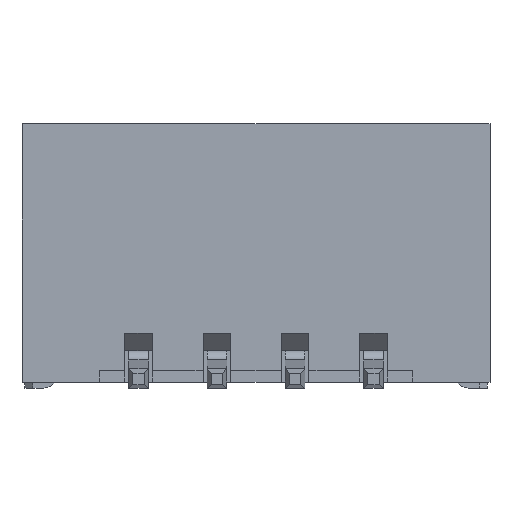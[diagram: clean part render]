
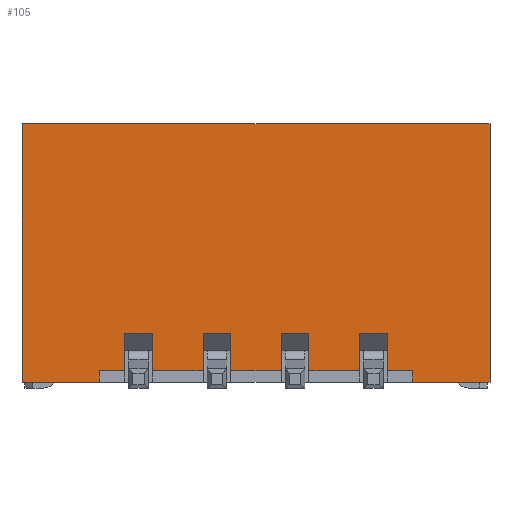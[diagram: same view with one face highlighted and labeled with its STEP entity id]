
A CAD part, front view. The second image highlights one B-rep face of the part: STEP entity #105.
In plain terms, the highlighted face is planar.
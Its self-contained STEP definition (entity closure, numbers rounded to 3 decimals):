
#105 = ADVANCED_FACE('',(#106),#300,.F.);
#106 = FACE_BOUND('',#107,.T.);
#107 = EDGE_LOOP('',(#108,#118,#126,#134,#142,#150,#158,#166,#174,#182,
    #190,#198,#206,#214,#222,#230,#238,#246,#254,#262,#270,#278,#286,
    #294));
#108 = ORIENTED_EDGE('',*,*,#109,.F.);
#109 = EDGE_CURVE('',#110,#112,#114,.T.);
#110 = VERTEX_POINT('',#111);
#111 = CARTESIAN_POINT('',(0.65,1.4,0.25));
#112 = VERTEX_POINT('',#113);
#113 = CARTESIAN_POINT('',(0.65,0.45,0.25));
#114 = LINE('',#115,#116);
#115 = CARTESIAN_POINT('',(0.65,0.15,0.25));
#116 = VECTOR('',#117,1.);
#117 = DIRECTION('',(0.,-1.,-0.));
#118 = ORIENTED_EDGE('',*,*,#119,.T.);
#119 = EDGE_CURVE('',#110,#120,#122,.T.);
#120 = VERTEX_POINT('',#121);
#121 = CARTESIAN_POINT('',(1.35,1.4,0.25));
#122 = LINE('',#123,#124);
#123 = CARTESIAN_POINT('',(1.35,1.4,0.25));
#124 = VECTOR('',#125,1.);
#125 = DIRECTION('',(1.,0.,-0.));
#126 = ORIENTED_EDGE('',*,*,#127,.T.);
#127 = EDGE_CURVE('',#120,#128,#130,.T.);
#128 = VERTEX_POINT('',#129);
#129 = CARTESIAN_POINT('',(1.35,0.45,0.25));
#130 = LINE('',#131,#132);
#131 = CARTESIAN_POINT('',(1.35,0.15,0.25));
#132 = VECTOR('',#133,1.);
#133 = DIRECTION('',(0.,-1.,-0.));
#134 = ORIENTED_EDGE('',*,*,#135,.F.);
#135 = EDGE_CURVE('',#136,#128,#138,.T.);
#136 = VERTEX_POINT('',#137);
#137 = CARTESIAN_POINT('',(2.65,0.45,0.25));
#138 = LINE('',#139,#140);
#139 = CARTESIAN_POINT('',(-5.975,0.45,0.25));
#140 = VECTOR('',#141,1.);
#141 = DIRECTION('',(-1.,0.,0.));
#142 = ORIENTED_EDGE('',*,*,#143,.F.);
#143 = EDGE_CURVE('',#144,#136,#146,.T.);
#144 = VERTEX_POINT('',#145);
#145 = CARTESIAN_POINT('',(2.65,1.4,0.25));
#146 = LINE('',#147,#148);
#147 = CARTESIAN_POINT('',(2.65,0.15,0.25));
#148 = VECTOR('',#149,1.);
#149 = DIRECTION('',(0.,-1.,-0.));
#150 = ORIENTED_EDGE('',*,*,#151,.T.);
#151 = EDGE_CURVE('',#144,#152,#154,.T.);
#152 = VERTEX_POINT('',#153);
#153 = CARTESIAN_POINT('',(3.35,1.4,0.25));
#154 = LINE('',#155,#156);
#155 = CARTESIAN_POINT('',(3.35,1.4,0.25));
#156 = VECTOR('',#157,1.);
#157 = DIRECTION('',(1.,0.,-0.));
#158 = ORIENTED_EDGE('',*,*,#159,.T.);
#159 = EDGE_CURVE('',#152,#160,#162,.T.);
#160 = VERTEX_POINT('',#161);
#161 = CARTESIAN_POINT('',(3.35,0.45,0.25));
#162 = LINE('',#163,#164);
#163 = CARTESIAN_POINT('',(3.35,0.15,0.25));
#164 = VECTOR('',#165,1.);
#165 = DIRECTION('',(0.,-1.,-0.));
#166 = ORIENTED_EDGE('',*,*,#167,.F.);
#167 = EDGE_CURVE('',#168,#160,#170,.T.);
#168 = VERTEX_POINT('',#169);
#169 = CARTESIAN_POINT('',(4.,0.45,0.25));
#170 = LINE('',#171,#172);
#171 = CARTESIAN_POINT('',(-5.975,0.45,0.25));
#172 = VECTOR('',#173,1.);
#173 = DIRECTION('',(-1.,0.,0.));
#174 = ORIENTED_EDGE('',*,*,#175,.F.);
#175 = EDGE_CURVE('',#176,#168,#178,.T.);
#176 = VERTEX_POINT('',#177);
#177 = CARTESIAN_POINT('',(4.,0.15,0.25));
#178 = LINE('',#179,#180);
#179 = CARTESIAN_POINT('',(4.,6.75,0.25));
#180 = VECTOR('',#181,1.);
#181 = DIRECTION('',(0.,1.,0.));
#182 = ORIENTED_EDGE('',*,*,#183,.F.);
#183 = EDGE_CURVE('',#184,#176,#186,.T.);
#184 = VERTEX_POINT('',#185);
#185 = CARTESIAN_POINT('',(5.975,0.15,0.25));
#186 = LINE('',#187,#188);
#187 = CARTESIAN_POINT('',(-5.975,0.15,0.25));
#188 = VECTOR('',#189,1.);
#189 = DIRECTION('',(-1.,0.,0.));
#190 = ORIENTED_EDGE('',*,*,#191,.F.);
#191 = EDGE_CURVE('',#192,#184,#194,.T.);
#192 = VERTEX_POINT('',#193);
#193 = CARTESIAN_POINT('',(5.975,6.75,0.25));
#194 = LINE('',#195,#196);
#195 = CARTESIAN_POINT('',(5.975,6.75,0.25));
#196 = VECTOR('',#197,1.);
#197 = DIRECTION('',(-0.,-1.,-0.));
#198 = ORIENTED_EDGE('',*,*,#199,.F.);
#199 = EDGE_CURVE('',#200,#192,#202,.T.);
#200 = VERTEX_POINT('',#201);
#201 = CARTESIAN_POINT('',(-5.975,6.75,0.25));
#202 = LINE('',#203,#204);
#203 = CARTESIAN_POINT('',(-5.975,6.75,0.25));
#204 = VECTOR('',#205,1.);
#205 = DIRECTION('',(1.,-0.,0.));
#206 = ORIENTED_EDGE('',*,*,#207,.F.);
#207 = EDGE_CURVE('',#208,#200,#210,.T.);
#208 = VERTEX_POINT('',#209);
#209 = CARTESIAN_POINT('',(-5.975,0.15,0.25));
#210 = LINE('',#211,#212);
#211 = CARTESIAN_POINT('',(-5.975,6.75,0.25));
#212 = VECTOR('',#213,1.);
#213 = DIRECTION('',(0.,1.,0.));
#214 = ORIENTED_EDGE('',*,*,#215,.F.);
#215 = EDGE_CURVE('',#216,#208,#218,.T.);
#216 = VERTEX_POINT('',#217);
#217 = CARTESIAN_POINT('',(-4.,0.15,0.25));
#218 = LINE('',#219,#220);
#219 = CARTESIAN_POINT('',(-5.975,0.15,0.25));
#220 = VECTOR('',#221,1.);
#221 = DIRECTION('',(-1.,0.,0.));
#222 = ORIENTED_EDGE('',*,*,#223,.F.);
#223 = EDGE_CURVE('',#224,#216,#226,.T.);
#224 = VERTEX_POINT('',#225);
#225 = CARTESIAN_POINT('',(-4.,0.45,0.25));
#226 = LINE('',#227,#228);
#227 = CARTESIAN_POINT('',(-4.,6.75,0.25));
#228 = VECTOR('',#229,1.);
#229 = DIRECTION('',(-0.,-1.,-0.));
#230 = ORIENTED_EDGE('',*,*,#231,.F.);
#231 = EDGE_CURVE('',#232,#224,#234,.T.);
#232 = VERTEX_POINT('',#233);
#233 = CARTESIAN_POINT('',(-3.35,0.45,0.25));
#234 = LINE('',#235,#236);
#235 = CARTESIAN_POINT('',(-5.975,0.45,0.25));
#236 = VECTOR('',#237,1.);
#237 = DIRECTION('',(-1.,0.,0.));
#238 = ORIENTED_EDGE('',*,*,#239,.F.);
#239 = EDGE_CURVE('',#240,#232,#242,.T.);
#240 = VERTEX_POINT('',#241);
#241 = CARTESIAN_POINT('',(-3.35,1.4,0.25));
#242 = LINE('',#243,#244);
#243 = CARTESIAN_POINT('',(-3.35,0.15,0.25));
#244 = VECTOR('',#245,1.);
#245 = DIRECTION('',(0.,-1.,-0.));
#246 = ORIENTED_EDGE('',*,*,#247,.T.);
#247 = EDGE_CURVE('',#240,#248,#250,.T.);
#248 = VERTEX_POINT('',#249);
#249 = CARTESIAN_POINT('',(-2.65,1.4,0.25));
#250 = LINE('',#251,#252);
#251 = CARTESIAN_POINT('',(-2.65,1.4,0.25));
#252 = VECTOR('',#253,1.);
#253 = DIRECTION('',(1.,0.,-0.));
#254 = ORIENTED_EDGE('',*,*,#255,.T.);
#255 = EDGE_CURVE('',#248,#256,#258,.T.);
#256 = VERTEX_POINT('',#257);
#257 = CARTESIAN_POINT('',(-2.65,0.45,0.25));
#258 = LINE('',#259,#260);
#259 = CARTESIAN_POINT('',(-2.65,0.15,0.25));
#260 = VECTOR('',#261,1.);
#261 = DIRECTION('',(0.,-1.,-0.));
#262 = ORIENTED_EDGE('',*,*,#263,.F.);
#263 = EDGE_CURVE('',#264,#256,#266,.T.);
#264 = VERTEX_POINT('',#265);
#265 = CARTESIAN_POINT('',(-1.35,0.45,0.25));
#266 = LINE('',#267,#268);
#267 = CARTESIAN_POINT('',(-5.975,0.45,0.25));
#268 = VECTOR('',#269,1.);
#269 = DIRECTION('',(-1.,0.,0.));
#270 = ORIENTED_EDGE('',*,*,#271,.F.);
#271 = EDGE_CURVE('',#272,#264,#274,.T.);
#272 = VERTEX_POINT('',#273);
#273 = CARTESIAN_POINT('',(-1.35,1.4,0.25));
#274 = LINE('',#275,#276);
#275 = CARTESIAN_POINT('',(-1.35,0.15,0.25));
#276 = VECTOR('',#277,1.);
#277 = DIRECTION('',(0.,-1.,-0.));
#278 = ORIENTED_EDGE('',*,*,#279,.T.);
#279 = EDGE_CURVE('',#272,#280,#282,.T.);
#280 = VERTEX_POINT('',#281);
#281 = CARTESIAN_POINT('',(-0.65,1.4,0.25));
#282 = LINE('',#283,#284);
#283 = CARTESIAN_POINT('',(-0.65,1.4,0.25));
#284 = VECTOR('',#285,1.);
#285 = DIRECTION('',(1.,0.,-0.));
#286 = ORIENTED_EDGE('',*,*,#287,.T.);
#287 = EDGE_CURVE('',#280,#288,#290,.T.);
#288 = VERTEX_POINT('',#289);
#289 = CARTESIAN_POINT('',(-0.65,0.45,0.25));
#290 = LINE('',#291,#292);
#291 = CARTESIAN_POINT('',(-0.65,0.15,0.25));
#292 = VECTOR('',#293,1.);
#293 = DIRECTION('',(0.,-1.,-0.));
#294 = ORIENTED_EDGE('',*,*,#295,.F.);
#295 = EDGE_CURVE('',#112,#288,#296,.T.);
#296 = LINE('',#297,#298);
#297 = CARTESIAN_POINT('',(-5.975,0.45,0.25));
#298 = VECTOR('',#299,1.);
#299 = DIRECTION('',(-1.,0.,0.));
#300 = PLANE('',#301);
#301 = AXIS2_PLACEMENT_3D('',#302,#303,#304);
#302 = CARTESIAN_POINT('',(-5.975,6.75,0.25));
#303 = DIRECTION('',(0.,0.,-1.));
#304 = DIRECTION('',(-1.,0.,0.));
